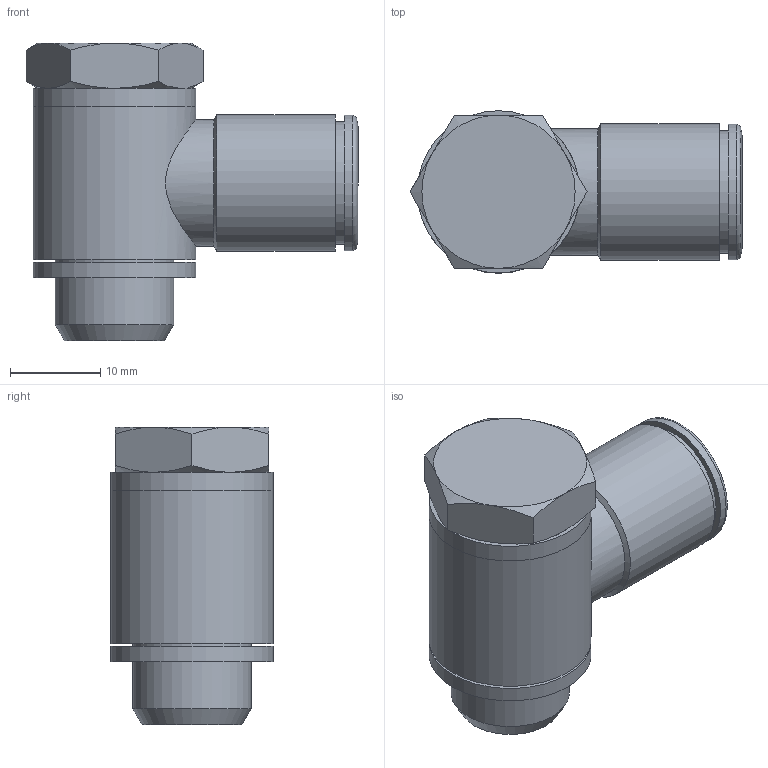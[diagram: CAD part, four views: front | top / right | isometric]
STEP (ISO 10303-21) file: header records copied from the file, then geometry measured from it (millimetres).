
FILE_DESCRIPTION(( 'RV.17.10.14.STP' ), '1');
FILE_NAME( 'RV.17.10.14.STP', '2018-10-09T16:43:27',( 'Sopra'),('sopra-pneumatic.com'), 'SwSTEP 2.0','SolidWorks 2009','' );
FILE_SCHEMA (('AUTOMOTIVE_DESIGN { 1 0 10303 214 1 1 1 1 }'));
Length unit declared in the file: millimetre
Products named in the file (6): Root; 800033; DR10-N; R201210-i1; 14403; 800043_DTG._1-4_UNV.
Assembly tree (5 placements, depth 2):
  Root
    800033
    DR10-N
    R201210-i1
    14403
    800043_DTG._1-4_UNV.
Bounding box: 36.81 x 18 x 33 mm (x, y, z)
Volume: 7485 mm3; surface area: 7415.3 mm2
Topology: 5 solids, 5 shells, 67 faces, 142 edges, 88 vertices
Faces by surface type: cone 26, plane 21, cylinder 19, torus 1
Full cylindrical faces by diameter (mm): 6.8 x1, 9 x1, 10.2 x2, 12.3 x1, 12.8 x1, 13 x1, 13.157 x1, 13.3 x1, 13.4 x1, 13.5 x1, 13.6 x1, 13.7 x1, 14 x1, 15 x1, 15.1 x1, 18 x3
Entity records: 3904 total; most frequent: CARTESIAN_POINT 1602, DIRECTION 324, PRESENTATION_STYLE_ASSIGNMENT 185, COLOUR_RGB 183, DRAUGHTING_PRE_DEFINED_CURVE_FONT 180, CURVE_STYLE 180, OVER_RIDING_STYLED_ITEM 180, ORIENTED_EDGE 180
